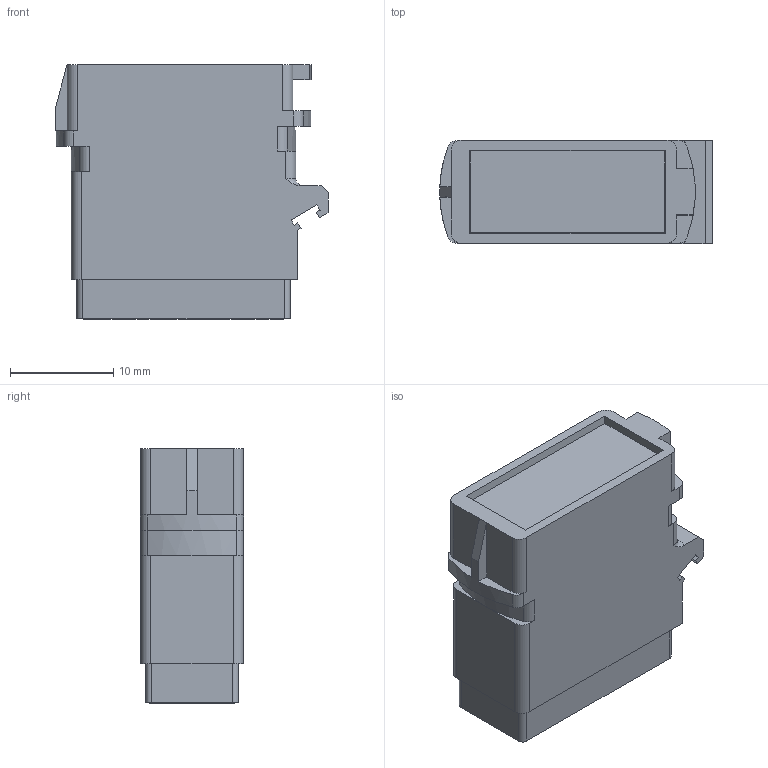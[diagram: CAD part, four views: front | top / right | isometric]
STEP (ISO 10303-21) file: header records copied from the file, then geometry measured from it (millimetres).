
FILE_DESCRIPTION((''),'2;1');
FILE_NAME('00122520702','2020-03-12T',('presta_be4'),(''),'CREO PARAMETRIC BY PTC INC, 2018360','CREO PARAMETRIC BY PTC INC, 2018360','');
FILE_SCHEMA(('CONFIG_CONTROL_DESIGN'));
Length unit declared in the file: millimetre
Products named in the file (1): 00122520702
Bounding box: 26.45 x 10 x 24.75 mm (x, y, z)
Volume: 4285.1 mm3; surface area: 4304.4 mm2
Topology: 1 solids, 1 shells, 1536 faces, 3784 edges, 2314 vertices
Faces by surface type: plane 579, cylinder 415, torus 302, cone 220, bspline 20
Entity records: 47502 total; most frequent: CARTESIAN_POINT 11525, ORIENTED_EDGE 7568, DIRECTION 7548, EDGE_CURVE 3784, AXIS2_PLACEMENT_3D 2891, VERTEX_POINT 2314, VECTOR 1766, LINE 1766
